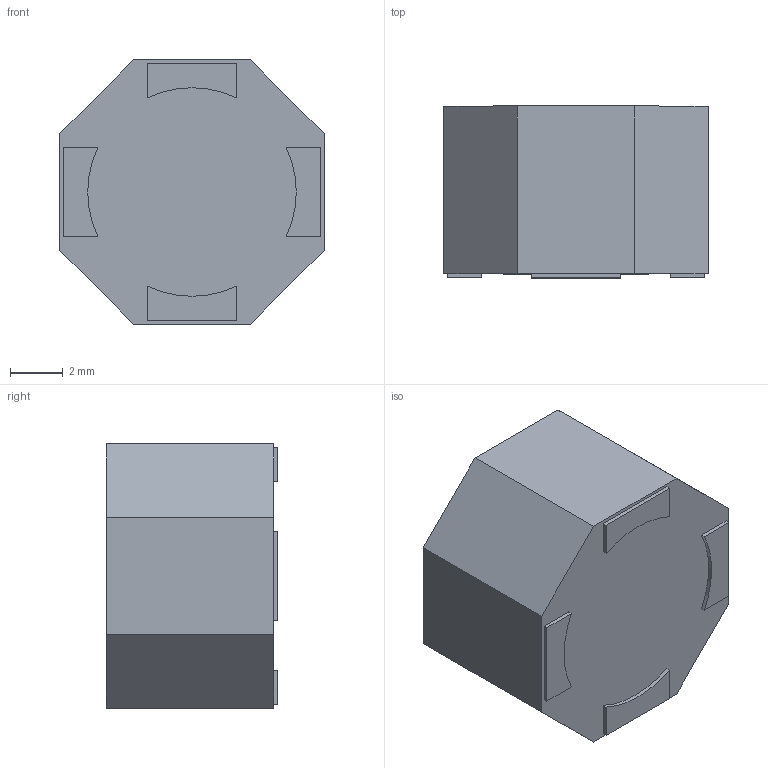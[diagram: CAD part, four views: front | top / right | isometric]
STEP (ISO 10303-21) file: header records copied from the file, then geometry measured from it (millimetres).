
FILE_DESCRIPTION((''),'2;1');
FILE_NAME('SRU1063A','2016-05-24T',('brandonc'),('Bourns, Inc.'),'CREO PARAMETRIC BY PTC INC, 2016050','CREO PARAMETRIC BY PTC INC, 2016050','');
FILE_SCHEMA(('CONFIG_CONTROL_DESIGN'));
Length unit declared in the file: inch
Products named in the file (1): SRU1063A
Bounding box: 10.01 x 6.5 x 10.01 mm (x, y, z)
Volume: 539.7 mm3; surface area: 390.1 mm2
Topology: 1 solids, 1 shells, 82 faces, 213 edges, 142 vertices
Faces by surface type: plane 78, cylinder 4
Entity records: 2505 total; most frequent: CARTESIAN_POINT 437, ORIENTED_EDGE 426, DIRECTION 385, EDGE_CURVE 213, VECTOR 205, LINE 205, VERTEX_POINT 142, EDGE_LOOP 91
